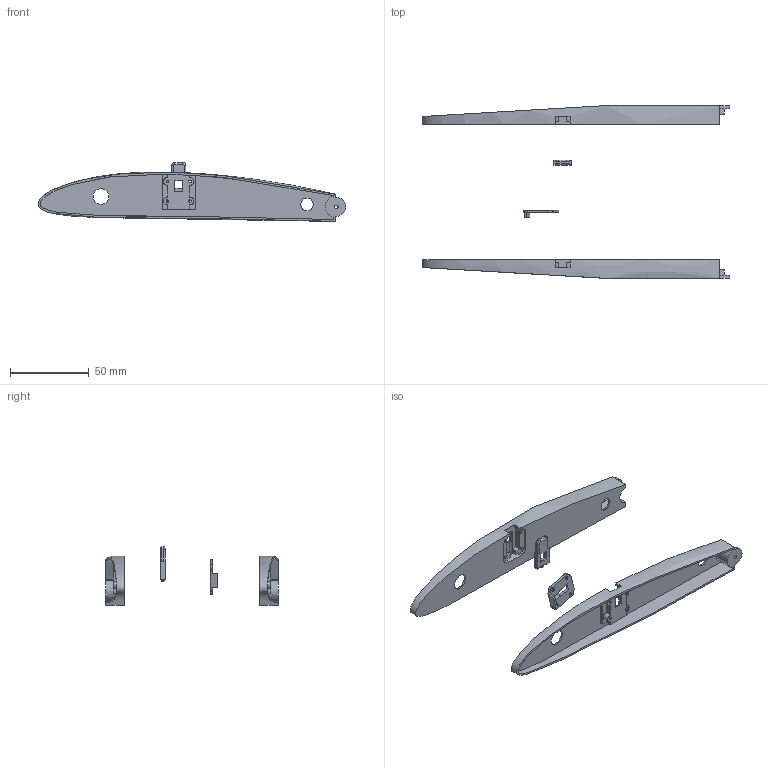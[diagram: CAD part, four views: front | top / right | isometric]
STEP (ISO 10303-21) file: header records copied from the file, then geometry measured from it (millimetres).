
FILE_DESCRIPTION(/* description */ (''),/* implementation_level */ '2;1');
FILE_NAME(/* name */ 'hero.stp',/* time_stamp */ '2023-12-18T17:08:46+08:00',/* author */ (''),/* organization */ (''),/* preprocessor_version */ 'ST-DEVELOPER v16.7',/* originating_system */ 'SIEMENS PLM Software NX 12.0',/* authorisation */ '');
FILE_SCHEMA (('AUTOMOTIVE_DESIGN { 1 0 10303 214 3 1 1 1 }'));
Length unit declared in the file: millimetre
Products named in the file (1): Admi2E9C7646uujr
Bounding box: 195.7 x 110 x 37.45 mm (x, y, z)
Volume: 17003.8 mm3; surface area: 36262.5 mm2
Topology: 4 solids, 4 shells, 236 faces, 688 edges, 462 vertices
Faces by surface type: plane 161, cylinder 36, cone 31, bspline 6, torus 2
Full cylindrical faces by diameter (mm): 2 x1, 2.1 x4, 2.2 x2, 2.6 x2, 4.9 x2, 8 x2, 10 x2
Entity records: 9470 total; most frequent: CARTESIAN_POINT 3331, ORIENTED_EDGE 1282, DIRECTION 1172, EDGE_CURVE 641, VERTEX_POINT 443, LINE 438, VECTOR 438, AXIS2_PLACEMENT_3D 367
